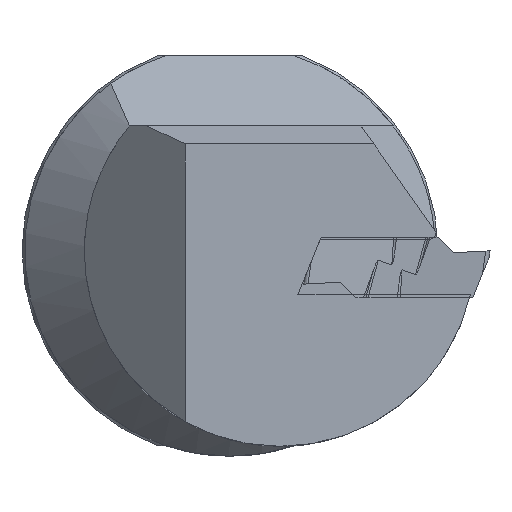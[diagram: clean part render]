
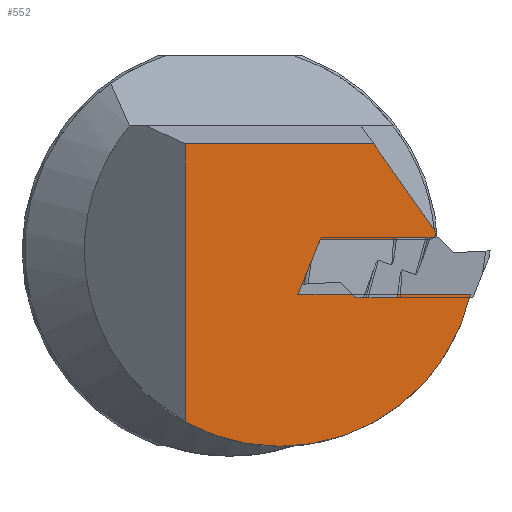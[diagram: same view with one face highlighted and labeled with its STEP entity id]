
A CAD part, left-side view. The second image highlights one B-rep face of the part: STEP entity #552.
In plain terms, the highlighted planar face has unit normal (-1, 0, 0).
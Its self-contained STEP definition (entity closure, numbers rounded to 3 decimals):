
#51=CIRCLE('',#1604,18.8);
#54=CIRCLE('',#1609,0.6);
#552=ADVANCED_FACE('',(#647),#598,.T.);
#598=PLANE('',#1610);
#647=FACE_OUTER_BOUND('',#705,.T.);
#705=EDGE_LOOP('',(#949,#950,#951,#952,#953,#954,#955,#956));
#949=ORIENTED_EDGE('',*,*,#1282,.T.);
#950=ORIENTED_EDGE('',*,*,#1283,.T.);
#951=ORIENTED_EDGE('',*,*,#1284,.T.);
#952=ORIENTED_EDGE('',*,*,#1285,.F.);
#953=ORIENTED_EDGE('',*,*,#1286,.F.);
#954=ORIENTED_EDGE('',*,*,#1287,.T.);
#955=ORIENTED_EDGE('',*,*,#1274,.T.);
#956=ORIENTED_EDGE('',*,*,#1288,.T.);
#1139=VERTEX_POINT('',#2148);
#1140=VERTEX_POINT('',#2149);
#1147=VERTEX_POINT('',#2174);
#1148=VERTEX_POINT('',#2175);
#1149=VERTEX_POINT('',#2177);
#1150=VERTEX_POINT('',#2179);
#1151=VERTEX_POINT('',#2181);
#1152=VERTEX_POINT('',#2183);
#1274=EDGE_CURVE('',#1139,#1140,#51,.T.);
#1282=EDGE_CURVE('',#1147,#1148,#1412,.T.);
#1283=EDGE_CURVE('',#1148,#1149,#1413,.T.);
#1284=EDGE_CURVE('',#1149,#1150,#54,.T.);
#1285=EDGE_CURVE('',#1151,#1150,#1414,.T.);
#1286=EDGE_CURVE('',#1152,#1151,#1415,.T.);
#1287=EDGE_CURVE('',#1152,#1139,#1416,.T.);
#1288=EDGE_CURVE('',#1140,#1147,#1417,.T.);
#1412=LINE('',#2173,#1514);
#1413=LINE('',#2176,#1515);
#1414=LINE('',#2180,#1516);
#1415=LINE('',#2182,#1517);
#1416=LINE('',#2184,#1518);
#1417=LINE('',#2185,#1519);
#1514=VECTOR('',#1845,1.);
#1515=VECTOR('',#1846,1.);
#1516=VECTOR('',#1849,1.);
#1517=VECTOR('',#1850,1.);
#1518=VECTOR('',#1851,1.);
#1519=VECTOR('',#1852,1.);
#1604=AXIS2_PLACEMENT_3D('',#2147,#1832,#1833);
#1609=AXIS2_PLACEMENT_3D('',#2178,#1847,#1848);
#1610=AXIS2_PLACEMENT_3D('',#2186,#1853,#1854);
#1832=DIRECTION('',(-1.,0.,0.));
#1833=DIRECTION('',(0.,0.,1.));
#1845=DIRECTION('',(0.,-0.375,0.927));
#1846=DIRECTION('',(0.,-1.,0.));
#1847=DIRECTION('',(-1.,0.,0.));
#1848=DIRECTION('',(0.,0.,1.));
#1849=DIRECTION('',(0.,-0.574,-0.819));
#1850=DIRECTION('',(0.,-1.,0.));
#1851=DIRECTION('',(0.,0.,-1.));
#1852=DIRECTION('',(0.,1.,0.));
#1853=DIRECTION('',(-1.,0.,0.));
#1854=DIRECTION('',(0.,0.,1.));
#2147=CARTESIAN_POINT('',(0.3,-4.8,0.));
#2148=CARTESIAN_POINT('',(0.3,4.3,-16.451));
#2149=CARTESIAN_POINT('',(0.3,-23.125,-4.2));
#2173=CARTESIAN_POINT('',(0.3,-7.075,-2.858));
#2174=CARTESIAN_POINT('',(0.3,-6.533,-4.2));
#2175=CARTESIAN_POINT('',(0.3,-8.674,1.1));
#2176=CARTESIAN_POINT('',(0.3,0.,1.1));
#2177=CARTESIAN_POINT('',(0.3,-19.165,1.1));
#2178=CARTESIAN_POINT('',(0.3,-19.165,1.7));
#2179=CARTESIAN_POINT('',(0.3,-19.753,1.819));
#2180=CARTESIAN_POINT('',(0.3,-14.109,9.879));
#2181=CARTESIAN_POINT('',(0.3,-13.832,10.275));
#2182=CARTESIAN_POINT('',(0.3,0.,10.275));
#2183=CARTESIAN_POINT('',(0.3,4.3,10.275));
#2184=CARTESIAN_POINT('',(0.3,4.3,0.));
#2185=CARTESIAN_POINT('',(0.3,0.,-4.2));
#2186=CARTESIAN_POINT('',(0.3,0.,0.));
